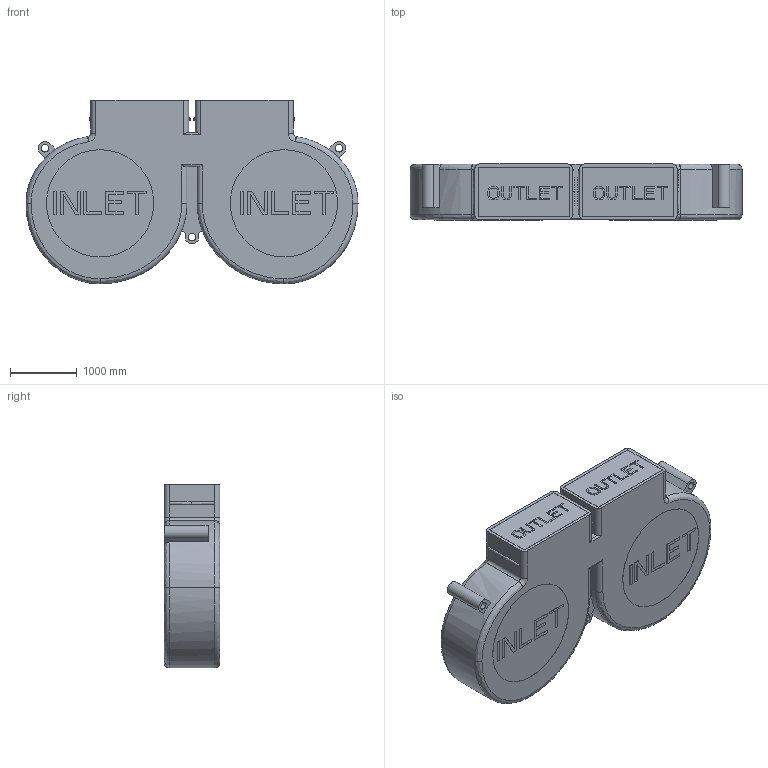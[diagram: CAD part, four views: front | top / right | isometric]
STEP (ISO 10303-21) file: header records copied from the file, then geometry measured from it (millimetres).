
FILE_DESCRIPTION((''),'2;1');
FILE_NAME('PRT0011','2018-03-05T',('LIEN.CHEN'),(''),'PRO/ENGINEER BY PARAMETRIC TECHNOLOGY CORPORATION, 2012480','PRO/ENGINEER BY PARAMETRIC TECHNOLOGY CORPORATION, 2012480','');
FILE_SCHEMA(('CONFIG_CONTROL_DESIGN'));
Length unit declared in the file: inch
Products named in the file (1): PRT0011
Bounding box: 4989.83 x 838.2 x 2758.69 mm (x, y, z)
Volume: 8875764113 mm3; surface area: 37266066.9 mm2
Topology: 1 solids, 1 shells, 646 faces, 1736 edges, 1136 vertices
Faces by surface type: plane 449, cylinder 133, extrusion 27, bspline 22, cone 8, torus 7
Entity records: 21933 total; most frequent: CARTESIAN_POINT 5669, ORIENTED_EDGE 3472, DIRECTION 3177, EDGE_CURVE 1736, VECTOR 1363, LINE 1336, VERTEX_POINT 1136, AXIS2_PLACEMENT_3D 907
